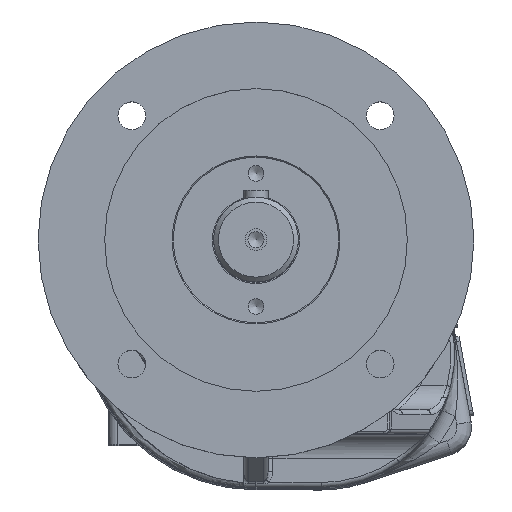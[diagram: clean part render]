
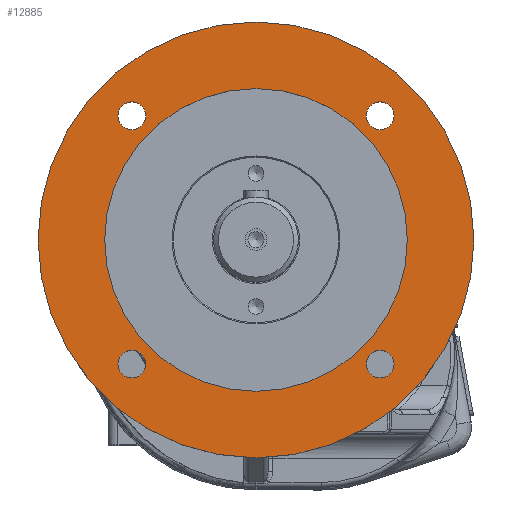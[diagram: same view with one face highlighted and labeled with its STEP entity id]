
A CAD part, top view. The second image highlights one B-rep face of the part: STEP entity #12885.
In plain terms, the highlighted planar face has unit normal (0, 0, 1).
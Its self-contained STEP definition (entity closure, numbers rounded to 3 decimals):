
#570=FACE_BOUND('',#1727,.T.);
#571=FACE_BOUND('',#1728,.T.);
#572=FACE_BOUND('',#1729,.T.);
#573=FACE_BOUND('',#1730,.T.);
#574=FACE_BOUND('',#1731,.T.);
#632=PLANE('',#13770);
#934=FACE_OUTER_BOUND('',#1726,.T.);
#1726=EDGE_LOOP('',(#8192));
#1727=EDGE_LOOP('',(#8193));
#1728=EDGE_LOOP('',(#8194));
#1729=EDGE_LOOP('',(#8195));
#1730=EDGE_LOOP('',(#8196));
#1731=EDGE_LOOP('',(#8197));
#2634=CIRCLE('',#13736,5.75);
#2639=CIRCLE('',#13744,5.75);
#2644=CIRCLE('',#13752,5.75);
#2653=CIRCLE('',#13763,5.75);
#2656=CIRCLE('',#13769,90.);
#2657=CIRCLE('',#13771,62.5);
#5009=VERTEX_POINT('',#19092);
#5015=VERTEX_POINT('',#19119);
#5021=VERTEX_POINT('',#19146);
#5029=VERTEX_POINT('',#19179);
#5030=VERTEX_POINT('',#19187);
#5031=VERTEX_POINT('',#19191);
#6204=EDGE_CURVE('',#5009,#5009,#2634,.T.);
#6212=EDGE_CURVE('',#5015,#5015,#2639,.T.);
#6220=EDGE_CURVE('',#5021,#5021,#2644,.T.);
#6233=EDGE_CURVE('',#5029,#5029,#2653,.T.);
#6236=EDGE_CURVE('',#5030,#5030,#2656,.T.);
#6238=EDGE_CURVE('',#5031,#5031,#2657,.T.);
#8192=ORIENTED_EDGE('',*,*,#6236,.F.);
#8193=ORIENTED_EDGE('',*,*,#6204,.T.);
#8194=ORIENTED_EDGE('',*,*,#6212,.T.);
#8195=ORIENTED_EDGE('',*,*,#6220,.T.);
#8196=ORIENTED_EDGE('',*,*,#6233,.T.);
#8197=ORIENTED_EDGE('',*,*,#6238,.T.);
#12885=ADVANCED_FACE('',(#934,#570,#571,#572,#573,#574),#632,.F.);
#13736=AXIS2_PLACEMENT_3D('',#19094,#15299,#15300);
#13744=AXIS2_PLACEMENT_3D('',#19121,#15316,#15317);
#13752=AXIS2_PLACEMENT_3D('',#19148,#15333,#15334);
#13763=AXIS2_PLACEMENT_3D('',#19181,#15357,#15358);
#13769=AXIS2_PLACEMENT_3D('',#19188,#15369,#15370);
#13770=AXIS2_PLACEMENT_3D('',#19190,#15372,#15373);
#13771=AXIS2_PLACEMENT_3D('',#19192,#15374,#15375);
#15299=DIRECTION('center_axis',(0.,0.,
-1.));
#15300=DIRECTION('ref_axis',(-1.,0.,0.));
#15316=DIRECTION('center_axis',(0.,0.,
-1.));
#15317=DIRECTION('ref_axis',(0.,-1.,0.));
#15333=DIRECTION('center_axis',(0.,0.,
-1.));
#15334=DIRECTION('ref_axis',(1.,0.,0.));
#15357=DIRECTION('center_axis',(0.,0.,
-1.));
#15358=DIRECTION('ref_axis',(0.,1.,0.));
#15369=DIRECTION('center_axis',(0.,0.,
-1.));
#15370=DIRECTION('ref_axis',(0.,1.,0.));
#15372=DIRECTION('center_axis',(0.,0.,
-1.));
#15373=DIRECTION('ref_axis',(0.,-1.,0.));
#15374=DIRECTION('center_axis',(0.,0.,
-1.));
#15375=DIRECTION('ref_axis',(0.,1.,0.));
#19092=CARTESIAN_POINT('',(-45.515,-35.685,200.65));
#19094=CARTESIAN_POINT('Origin',(-51.265,-35.685,200.65));
#19119=CARTESIAN_POINT('',(51.265,-29.935,200.65));
#19121=CARTESIAN_POINT('Origin',(51.265,-35.685,200.65));
#19146=CARTESIAN_POINT('',(45.515,66.845,200.65));
#19148=CARTESIAN_POINT('Origin',(51.265,66.845,200.65));
#19179=CARTESIAN_POINT('',(-51.265,61.095,200.65));
#19181=CARTESIAN_POINT('Origin',(-51.265,66.845,200.65));
#19187=CARTESIAN_POINT('',(0.,-74.42,200.65));
#19188=CARTESIAN_POINT('Origin',(0.,15.58,
200.65));
#19190=CARTESIAN_POINT('Origin',(0.,91.83,
200.65));
#19191=CARTESIAN_POINT('',(0.,-46.92,200.65));
#19192=CARTESIAN_POINT('Origin',(0.,15.58,
200.65));
